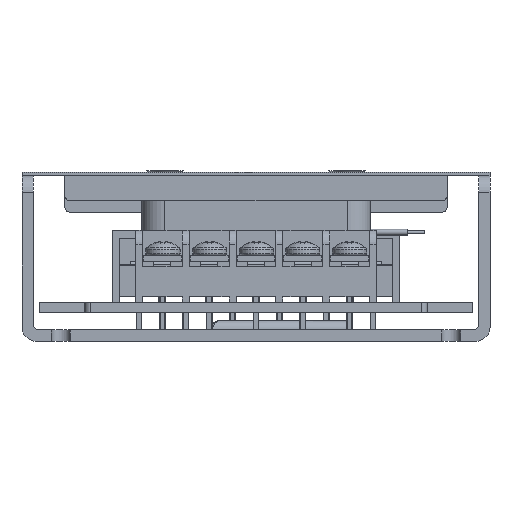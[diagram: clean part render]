
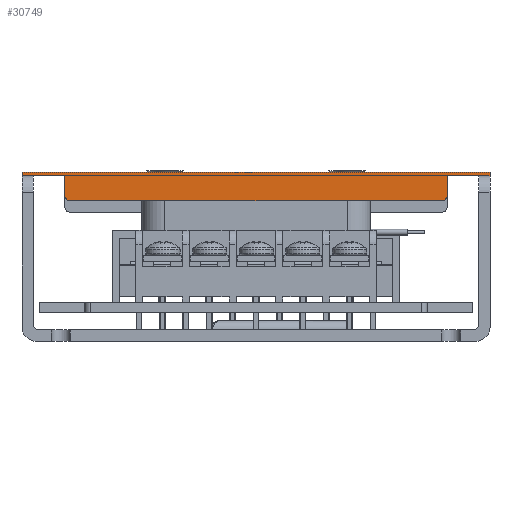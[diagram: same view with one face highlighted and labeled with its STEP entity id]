
A CAD part, front view. The second image highlights one B-rep face of the part: STEP entity #30749.
In plain terms, the highlighted planar face has unit normal (0, -1, 0).
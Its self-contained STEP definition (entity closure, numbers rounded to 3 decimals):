
#1167=PLANE('',#33332);
#3319=FACE_OUTER_BOUND('',#5121,.T.);
#5121=EDGE_LOOP('',(#28667,#28668,#28669,#28670,#28671,#28672,#28673,#28674,
#28675,#28676));
#8109=LINE('',#62757,#11276);
#8143=LINE('',#62957,#11310);
#8149=LINE('',#62973,#11316);
#8278=LINE('',#63369,#11445);
#8285=LINE('',#63383,#11452);
#8288=LINE('',#63387,#11455);
#8289=LINE('',#63389,#11456);
#8290=LINE('',#63390,#11457);
#11276=VECTOR('',#40854,10.);
#11310=VECTOR('',#41024,10.);
#11316=VECTOR('',#41040,10.);
#11445=VECTOR('',#41497,10.);
#11452=VECTOR('',#41512,10.);
#11455=VECTOR('',#41515,10.);
#11456=VECTOR('',#41518,10.);
#11457=VECTOR('',#41519,10.);
#12358=CIRCLE('',#33157,1.);
#12360=CIRCLE('',#33162,1.);
#15147=VERTEX_POINT('',#62755);
#15148=VERTEX_POINT('',#62756);
#15243=VERTEX_POINT('',#62947);
#15244=VERTEX_POINT('',#62949);
#15246=VERTEX_POINT('',#62955);
#15250=VERTEX_POINT('',#62967);
#15251=VERTEX_POINT('',#62971);
#15354=VERTEX_POINT('',#63368);
#15357=VERTEX_POINT('',#63382);
#15358=VERTEX_POINT('',#63385);
#19483=EDGE_CURVE('',#15147,#15148,#8109,.T.);
#19579=EDGE_CURVE('',#15243,#15244,#12358,.T.);
#19583=EDGE_CURVE('',#15246,#15243,#8143,.T.);
#19588=EDGE_CURVE('',#15250,#15246,#12360,.T.);
#19591=EDGE_CURVE('',#15251,#15250,#8149,.T.);
#19788=EDGE_CURVE('',#15354,#15244,#8278,.T.);
#19795=EDGE_CURVE('',#15354,#15357,#8285,.T.);
#19798=EDGE_CURVE('',#15358,#15251,#8288,.T.);
#19799=EDGE_CURVE('',#15358,#15147,#8289,.T.);
#19800=EDGE_CURVE('',#15148,#15357,#8290,.T.);
#28667=ORIENTED_EDGE('',*,*,#19579,.F.);
#28668=ORIENTED_EDGE('',*,*,#19583,.F.);
#28669=ORIENTED_EDGE('',*,*,#19588,.F.);
#28670=ORIENTED_EDGE('',*,*,#19591,.F.);
#28671=ORIENTED_EDGE('',*,*,#19798,.F.);
#28672=ORIENTED_EDGE('',*,*,#19799,.T.);
#28673=ORIENTED_EDGE('',*,*,#19483,.T.);
#28674=ORIENTED_EDGE('',*,*,#19800,.T.);
#28675=ORIENTED_EDGE('',*,*,#19795,.F.);
#28676=ORIENTED_EDGE('',*,*,#19788,.T.);
#30749=ADVANCED_FACE('',(#3319),#1167,.T.);
#33157=AXIS2_PLACEMENT_3D('',#62950,#41017,#41018);
#33162=AXIS2_PLACEMENT_3D('',#62968,#41034,#41035);
#33332=AXIS2_PLACEMENT_3D('',#63388,#41516,#41517);
#40854=DIRECTION('',(-1.,0.,0.));
#41017=DIRECTION('center_axis',(0.,1.,0.));
#41018=DIRECTION('ref_axis',(-0.707,0.,-0.707));
#41024=DIRECTION('',(-1.,0.,0.));
#41034=DIRECTION('center_axis',(0.,1.,0.));
#41035=DIRECTION('ref_axis',(0.707,0.,-0.707));
#41040=DIRECTION('',(0.,0.,-1.));
#41497=DIRECTION('',(0.,0.,-1.));
#41512=DIRECTION('',(-1.,0.,0.));
#41515=DIRECTION('',(-1.,0.,0.));
#41516=DIRECTION('center_axis',(0.,-1.,0.));
#41517=DIRECTION('ref_axis',(0.,0.,1.));
#41518=DIRECTION('',(0.,0.,1.));
#41519=DIRECTION('',(0.,0.,-1.));
#62755=CARTESIAN_POINT('',(41.,14.,15.1));
#62756=CARTESIAN_POINT('',(-41.,14.,15.1));
#62757=CARTESIAN_POINT('',(41.,14.,15.1));
#62947=CARTESIAN_POINT('',(-32.5,14.,10.1));
#62949=CARTESIAN_POINT('',(-33.5,14.,11.1));
#62950=CARTESIAN_POINT('Origin',(-32.5,14.,11.1));
#62955=CARTESIAN_POINT('',(32.5,14.,10.1));
#62957=CARTESIAN_POINT('',(33.5,14.,10.1));
#62967=CARTESIAN_POINT('',(33.5,14.,11.1));
#62968=CARTESIAN_POINT('Origin',(32.5,14.,11.1));
#62971=CARTESIAN_POINT('',(33.5,14.,14.5));
#62973=CARTESIAN_POINT('',(33.5,14.,15.1));
#63368=CARTESIAN_POINT('',(-33.5,14.,14.5));
#63369=CARTESIAN_POINT('',(-33.5,14.,15.1));
#63382=CARTESIAN_POINT('',(-41.,14.,14.5));
#63383=CARTESIAN_POINT('',(41.,14.,14.5));
#63385=CARTESIAN_POINT('',(41.,14.,14.5));
#63387=CARTESIAN_POINT('',(41.,14.,14.5));
#63388=CARTESIAN_POINT('Origin',(41.,14.,14.5));
#63389=CARTESIAN_POINT('',(41.,14.,14.5));
#63390=CARTESIAN_POINT('',(-41.,14.,14.65));
